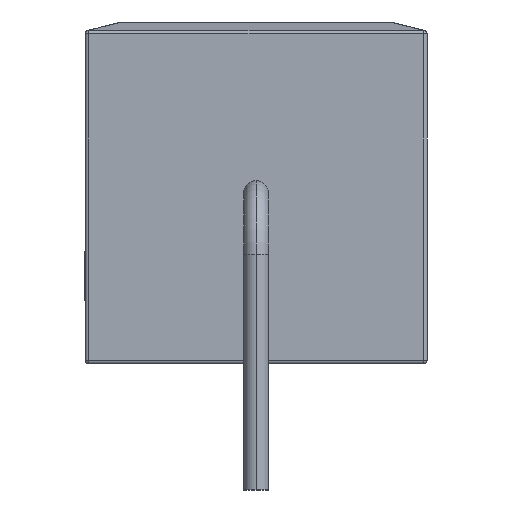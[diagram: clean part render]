
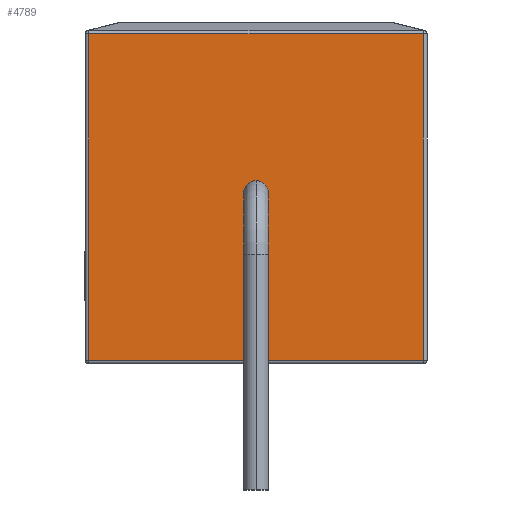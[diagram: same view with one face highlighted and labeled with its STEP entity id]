
A CAD part, left-side view. The second image highlights one B-rep face of the part: STEP entity #4789.
In plain terms, the highlighted planar face has unit normal (-1, 0, 0).
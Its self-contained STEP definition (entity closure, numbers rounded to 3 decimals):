
#128 = AXIS2_PLACEMENT_3D ( 'NONE', #8832, #6908, #10998 ) ;
#177 = ORIENTED_EDGE ( 'NONE', *, *, #4563, .T. ) ;
#332 = EDGE_CURVE ( 'NONE', #9108, #11622, #590, .T. ) ;
#590 = LINE ( 'NONE', #4599, #7783 ) ;
#654 = DIRECTION ( 'NONE',  ( 0., -1., 0. ) ) ;
#940 = CARTESIAN_POINT ( 'NONE',  ( -11., 0., 4.41 ) ) ;
#1450 = ORIENTED_EDGE ( 'NONE', *, *, #332, .T. ) ;
#1634 = DIRECTION ( 'NONE',  ( 0., 0., 1. ) ) ;
#2823 = VECTOR ( 'NONE', #12370, 1000. ) ;
#3134 = VECTOR ( 'NONE', #654, 1000. ) ;
#3135 = VECTOR ( 'NONE', #5162, 1000. ) ;
#3187 = LINE ( 'NONE', #11107, #2823 ) ;
#3231 = CARTESIAN_POINT ( 'NONE',  ( -11., -4.65, 0.1 ) ) ;
#3465 = VERTEX_POINT ( 'NONE', #3558 ) ;
#3491 = CIRCLE ( 'NONE', #128, 0.34 ) ;
#3558 = CARTESIAN_POINT ( 'NONE',  ( -11., 4.65, 9.172 ) ) ;
#4062 = CARTESIAN_POINT ( 'NONE',  ( -11., 0., 4.75 ) ) ;
#4563 = EDGE_CURVE ( 'NONE', #3465, #6059, #10287, .T. ) ;
#4599 = CARTESIAN_POINT ( 'NONE',  ( -11., -4.65, 9.5 ) ) ;
#4738 = FACE_BOUND ( 'NONE', #12473, .T. ) ;
#4789 = ADVANCED_FACE ( 'NONE', ( #4738, #5763 ), #10699, .F. ) ;
#4841 = CARTESIAN_POINT ( 'NONE',  ( -11., 4.65, 0.1 ) ) ;
#5064 = EDGE_CURVE ( 'NONE', #11622, #3465, #3187, .T. ) ;
#5162 = DIRECTION ( 'NONE',  ( 0., 0., -1. ) ) ;
#5500 = CARTESIAN_POINT ( 'NONE',  ( -11., -4.65, 9.172 ) ) ;
#5763 = FACE_OUTER_BOUND ( 'NONE', #5868, .T. ) ;
#5868 = EDGE_LOOP ( 'NONE', ( #12137, #177, #6814, #1450 ) ) ;
#6059 = VERTEX_POINT ( 'NONE', #4841 ) ;
#6131 = AXIS2_PLACEMENT_3D ( 'NONE', #8880, #11779, #7807 ) ;
#6688 = CARTESIAN_POINT ( 'NONE',  ( -11., -4.75, 0.1 ) ) ;
#6786 = EDGE_CURVE ( 'NONE', #9604, #8244, #3491, .T. ) ;
#6814 = ORIENTED_EDGE ( 'NONE', *, *, #12061, .T. ) ;
#6908 = DIRECTION ( 'NONE',  ( -1., 0., 0. ) ) ;
#7152 = ORIENTED_EDGE ( 'NONE', *, *, #11775, .F. ) ;
#7783 = VECTOR ( 'NONE', #1634, 1000. ) ;
#7807 = DIRECTION ( 'NONE',  ( 0., 0., -1. ) ) ;
#8090 = AXIS2_PLACEMENT_3D ( 'NONE', #4062, #8195, #11060 ) ;
#8195 = DIRECTION ( 'NONE',  ( -1., 0., 0. ) ) ;
#8244 = VERTEX_POINT ( 'NONE', #9729 ) ;
#8719 = CIRCLE ( 'NONE', #8090, 0.34 ) ;
#8832 = CARTESIAN_POINT ( 'NONE',  ( -11., 0., 4.75 ) ) ;
#8861 = LINE ( 'NONE', #6688, #3134 ) ;
#8880 = CARTESIAN_POINT ( 'NONE',  ( -11., -4.75, 9.5 ) ) ;
#9108 = VERTEX_POINT ( 'NONE', #3231 ) ;
#9604 = VERTEX_POINT ( 'NONE', #940 ) ;
#9729 = CARTESIAN_POINT ( 'NONE',  ( -11., 0., 5.09 ) ) ;
#10287 = LINE ( 'NONE', #13027, #3135 ) ;
#10699 = PLANE ( 'NONE',  #6131 ) ;
#10998 = DIRECTION ( 'NONE',  ( 0., 0., -1. ) ) ;
#11060 = DIRECTION ( 'NONE',  ( 0., 0., -1. ) ) ;
#11107 = CARTESIAN_POINT ( 'NONE',  ( -11., 4.75, 9.172 ) ) ;
#11622 = VERTEX_POINT ( 'NONE', #5500 ) ;
#11775 = EDGE_CURVE ( 'NONE', #8244, #9604, #8719, .T. ) ;
#11779 = DIRECTION ( 'NONE',  ( 1., 0., 0. ) ) ;
#11987 = ORIENTED_EDGE ( 'NONE', *, *, #6786, .F. ) ;
#12061 = EDGE_CURVE ( 'NONE', #6059, #9108, #8861, .T. ) ;
#12137 = ORIENTED_EDGE ( 'NONE', *, *, #5064, .T. ) ;
#12370 = DIRECTION ( 'NONE',  ( 0., 1., 0. ) ) ;
#12473 = EDGE_LOOP ( 'NONE', ( #7152, #11987 ) ) ;
#13027 = CARTESIAN_POINT ( 'NONE',  ( -11., 4.65, 9.5 ) ) ;
